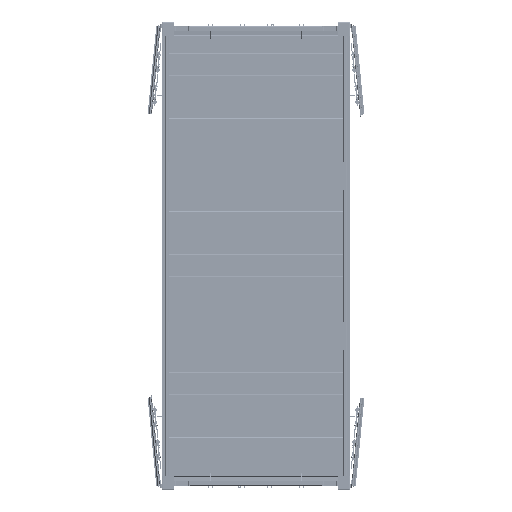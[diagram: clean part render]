
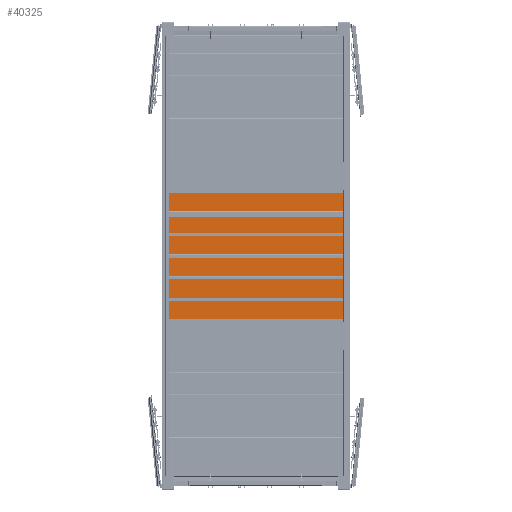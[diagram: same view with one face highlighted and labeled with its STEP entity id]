
A CAD part, front view. The second image highlights one B-rep face of the part: STEP entity #40325.
In plain terms, the highlighted planar face has unit normal (0, -1, 0).
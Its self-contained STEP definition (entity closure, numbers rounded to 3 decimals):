
#4033=FACE_OUTER_BOUND('',#6544,.T.);
#6544=EDGE_LOOP('',(#33332,#33333,#33334,#33335));
#10313=LINE('',#64833,#14651);
#10325=LINE('',#64859,#14663);
#10327=LINE('',#64862,#14665);
#10335=LINE('',#64877,#14673);
#14651=VECTOR('',#53089,0.394);
#14663=VECTOR('',#53109,0.394);
#14665=VECTOR('',#53113,0.394);
#14673=VECTOR('',#53125,0.394);
#19493=VERTEX_POINT('',#64829);
#19494=VERTEX_POINT('',#64831);
#19503=VERTEX_POINT('',#64856);
#19504=VERTEX_POINT('',#64858);
#24300=EDGE_CURVE('',#19493,#19494,#10313,.T.);
#24312=EDGE_CURVE('',#19504,#19503,#10325,.T.);
#24314=EDGE_CURVE('',#19493,#19503,#10327,.T.);
#24322=EDGE_CURVE('',#19504,#19494,#10335,.T.);
#33332=ORIENTED_EDGE('',*,*,#24300,.T.);
#33333=ORIENTED_EDGE('',*,*,#24322,.F.);
#33334=ORIENTED_EDGE('',*,*,#24312,.T.);
#33335=ORIENTED_EDGE('',*,*,#24314,.F.);
#38200=PLANE('',#44418);
#40325=ADVANCED_FACE('',(#4033),#38200,.F.);
#44418=AXIS2_PLACEMENT_3D('',#64876,#53123,#53124);
#53089=DIRECTION('',(-1.,0.,0.));
#53109=DIRECTION('',(1.,0.,0.));
#53113=DIRECTION('',(0.,0.,-1.));
#53123=DIRECTION('center_axis',(0.,1.,0.));
#53124=DIRECTION('ref_axis',(0.,0.,1.));
#53125=DIRECTION('',(0.,0.,1.));
#64829=CARTESIAN_POINT('',(44.825,0.,33.688));
#64831=CARTESIAN_POINT('',(-44.825,0.,33.688));
#64833=CARTESIAN_POINT('',(22.913,0.,33.688));
#64856=CARTESIAN_POINT('',(44.825,0.,-33.688));
#64858=CARTESIAN_POINT('',(-44.825,0.,-33.688));
#64859=CARTESIAN_POINT('',(-22.913,0.,-33.688));
#64862=CARTESIAN_POINT('',(44.825,0.,56.11));
#64876=CARTESIAN_POINT('Origin',(0.,0.,0.));
#64877=CARTESIAN_POINT('',(-44.825,0.,-56.11));
